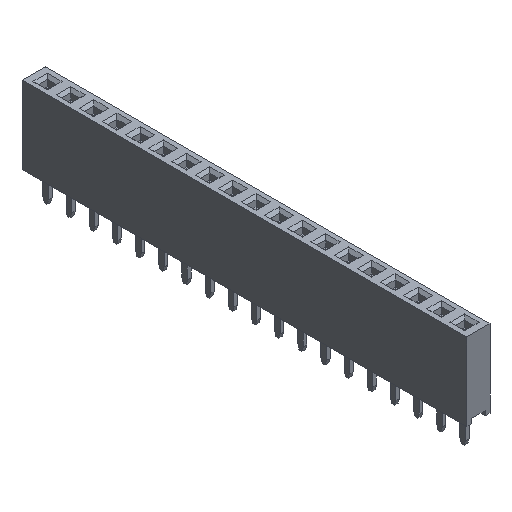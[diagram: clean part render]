
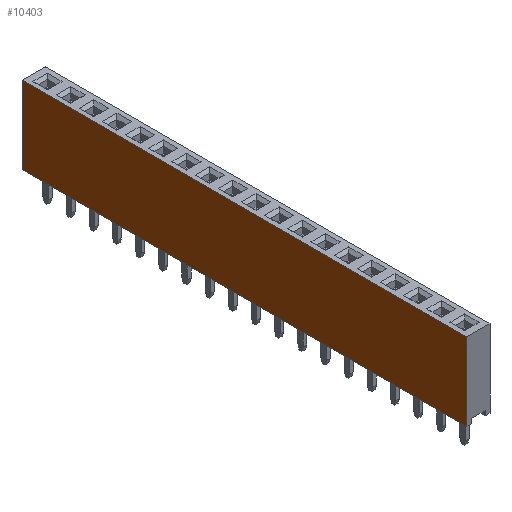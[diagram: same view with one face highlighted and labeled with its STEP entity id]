
A CAD part, isometric view. The second image highlights one B-rep face of the part: STEP entity #10403.
In plain terms, the highlighted planar face has unit normal (-1, 0, 0).
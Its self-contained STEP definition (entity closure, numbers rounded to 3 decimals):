
#585=FACE_OUTER_BOUND('',#1164,.T.);
#1164=EDGE_LOOP('',(#7880,#7881,#7882,#7883));
#1872=LINE('',#14590,#3302);
#2176=LINE('',#15217,#3606);
#2177=LINE('',#15219,#3607);
#2178=LINE('',#15220,#3608);
#3302=VECTOR('',#11911,8.5);
#3606=VECTOR('',#12483,23.36);
#3607=VECTOR('',#12484,8.5);
#3608=VECTOR('',#12485,23.36);
#4612=VERTEX_POINT('',#14587);
#4613=VERTEX_POINT('',#14589);
#4802=VERTEX_POINT('',#15216);
#4803=VERTEX_POINT('',#15218);
#5660=EDGE_CURVE('',#4612,#4613,#1872,.T.);
#5964=EDGE_CURVE('',#4802,#4612,#2176,.T.);
#5965=EDGE_CURVE('',#4802,#4803,#2177,.T.);
#5966=EDGE_CURVE('',#4803,#4613,#2178,.T.);
#7880=ORIENTED_EDGE('',*,*,#5964,.F.);
#7881=ORIENTED_EDGE('',*,*,#5965,.T.);
#7882=ORIENTED_EDGE('',*,*,#5966,.T.);
#7883=ORIENTED_EDGE('',*,*,#5660,.F.);
#9842=PLANE('',#10979);
#10403=ADVANCED_FACE('',(#585),#9842,.T.);
#10979=AXIS2_PLACEMENT_3D('',#15215,#12481,#12482);
#11911=DIRECTION('',(0.,0.,-1.));
#12481=DIRECTION('center_axis',(-1.,0.,0.));
#12482=DIRECTION('ref_axis',(0.,0.,-1.));
#12483=DIRECTION('',(0.,-1.,0.));
#12484=DIRECTION('',(0.,0.,-1.));
#12485=DIRECTION('',(0.,-1.,0.));
#14587=CARTESIAN_POINT('',(-1.27,-34.54,11.5));
#14589=CARTESIAN_POINT('',(-1.27,-34.54,3.));
#14590=CARTESIAN_POINT('',(-1.27,-34.54,11.5));
#15215=CARTESIAN_POINT('Origin',(-1.27,14.22,11.5));
#15216=CARTESIAN_POINT('',(-1.27,14.22,11.5));
#15217=CARTESIAN_POINT('',(-1.27,-11.18,11.5));
#15218=CARTESIAN_POINT('',(-1.27,14.22,3.));
#15219=CARTESIAN_POINT('',(-1.27,14.22,11.5));
#15220=CARTESIAN_POINT('',(-1.27,-11.18,3.));
